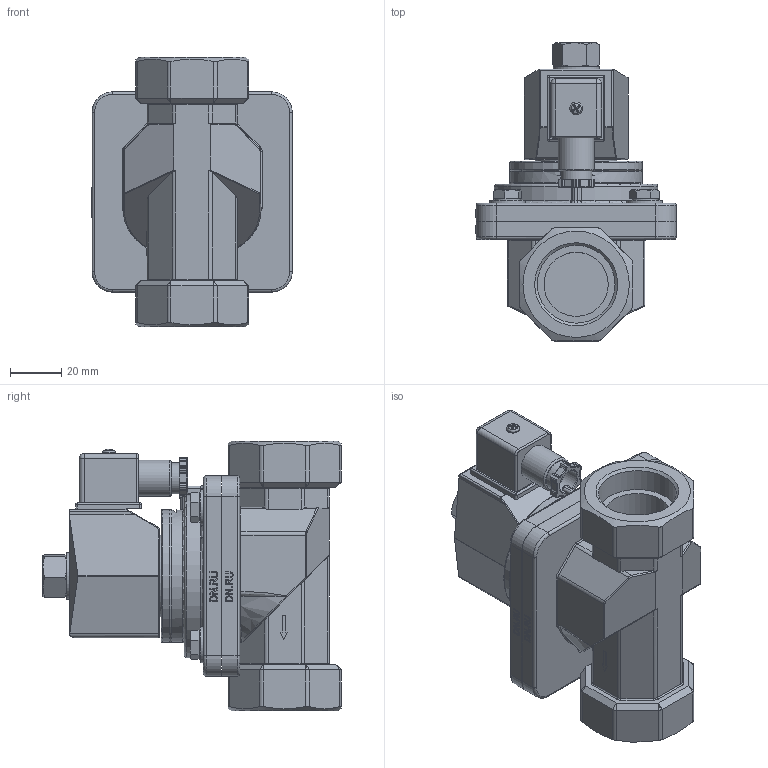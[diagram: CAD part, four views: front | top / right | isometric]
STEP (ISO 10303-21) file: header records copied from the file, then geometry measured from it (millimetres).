
FILE_DESCRIPTION(/* description */ (''),/* implementation_level */ '2;1');
FILE_NAME(/* name */ 'DN25_3D_STEP.stp',/* time_stamp */ '2025-07-21T01:57:31+03:00',/* author */ ('igorr'),/* organization */ (''),/* preprocessor_version */ 'ST-DEVELOPER v20',/* originating_system */ 'Autodesk Inventor 2025',/* authorisation */ '');
FILE_SCHEMA (('AUTOMOTIVE_DESIGN { 1 0 10303 214 3 1 1 }'));
Length unit declared in the file: millimetre
Products named in the file (8): Сборка1; Деталь1; AS 1427 - M2,5 x 4; AS 1237 - 8; AS 1110 - M6 x 12; AS 1237 - 10; ANSI B18.2.4.2M - M10x1,5; Деталь1_1
Assembly tree (13 placements, depth 2):
  Сборка1
    Деталь1
    AS 1427 - M2,5 x 4
    AS 1237 - 8  x4
    AS 1110 - M6 x 12  x4
    AS 1237 - 10
    ANSI B18.2.4.2M - M10x1,5
    Деталь1_1
Bounding box: 78.1 x 116.11 x 105 mm (x, y, z)
Volume: 314877.7 mm3; surface area: 65208.8 mm2
Topology: 13 solids, 13 shells, 804 faces, 1915 edges, 1173 vertices
Faces by surface type: plane 344, cylinder 228, bspline 92, cone 71, torus 56, sphere 13
Full cylindrical faces by diameter (mm): 1.92 x1, 2.224 x1, 2.5 x1, 3.84 x4, 6 x4, 6.4 x1, 8 x8, 8.376 x1, 8.4 x4, 9.6 x1, 10 x4, 10.5 x1, 12.16 x1, 14 x4, 14.08 x1, 18 x1, 25 x2, 30.291 x2, 31.796 x2, 33.076 x1, 44.027 x1, 49.681 x1, 51.681 x2
Entity records: 23319 total; most frequent: CARTESIAN_POINT 5969, ORIENTED_EDGE 3458, DIRECTION 3359, EDGE_CURVE 1729, AXIS2_PLACEMENT_3D 1235, VERTEX_POINT 1071, LINE 889, VECTOR 889
